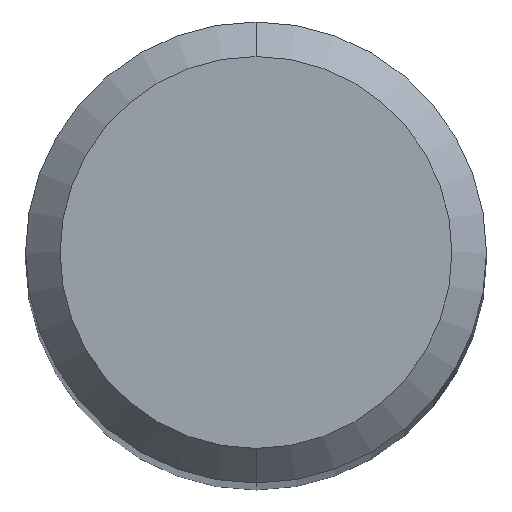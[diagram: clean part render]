
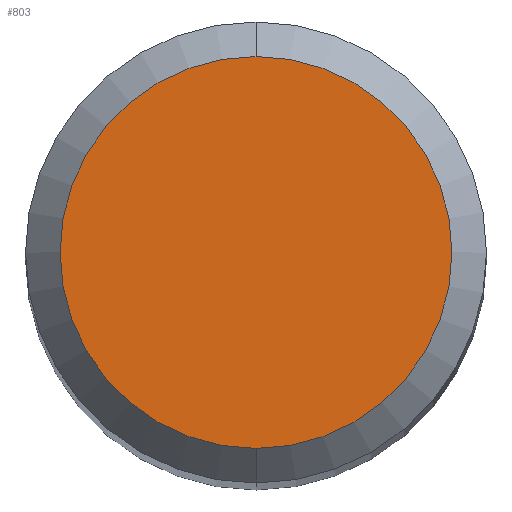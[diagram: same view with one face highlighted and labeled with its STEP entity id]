
A CAD part, top view. The second image highlights one B-rep face of the part: STEP entity #803.
In plain terms, the highlighted planar face has unit normal (0, 0, 1).
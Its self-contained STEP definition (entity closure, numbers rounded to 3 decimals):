
#673=VERTEX_POINT('',#1380);
#747=EDGE_CURVE('',#913,#673,#1463,.T.);
#803=ADVANCED_FACE('',(#1529),#1530,.T.);
#875=EDGE_CURVE('',#673,#913,#1607,.T.);
#913=VERTEX_POINT('',#1647);
#1380=CARTESIAN_POINT('',(0.,-1.7,0.0));
#1463=CIRCLE('',#3556,1.7);
#1529=FACE_OUTER_BOUND('',#3865,.T.);
#1530=PLANE('',#3866);
#1607=CIRCLE('',#4106,1.7);
#1647=CARTESIAN_POINT('',(0.0,1.7,0.0));
#3556=AXIS2_PLACEMENT_3D('',#5167,#5168,#5169);
#3865=EDGE_LOOP('',(#5302,#5303));
#3866=AXIS2_PLACEMENT_3D('',#5304,#5305,#5306);
#4106=AXIS2_PLACEMENT_3D('',#5369,#5370,#5371);
#5167=CARTESIAN_POINT('',(0.0,0.0,0.0));
#5168=DIRECTION('',(0.0,0.0,-1.0));
#5169=DIRECTION('',(0.0,1.0,0.0));
#5302=ORIENTED_EDGE('',*,*,#747,.F.);
#5303=ORIENTED_EDGE('',*,*,#875,.F.);
#5304=CARTESIAN_POINT('',(0.0,0.85,0.0));
#5305=DIRECTION('',(-0.0,0.0,1.0));
#5306=DIRECTION('',(0.0,-1.0,0.0));
#5369=CARTESIAN_POINT('',(0.0,0.0,0.0));
#5370=DIRECTION('',(0.0,0.0,-1.0));
#5371=DIRECTION('',(0.0,1.0,0.0));
